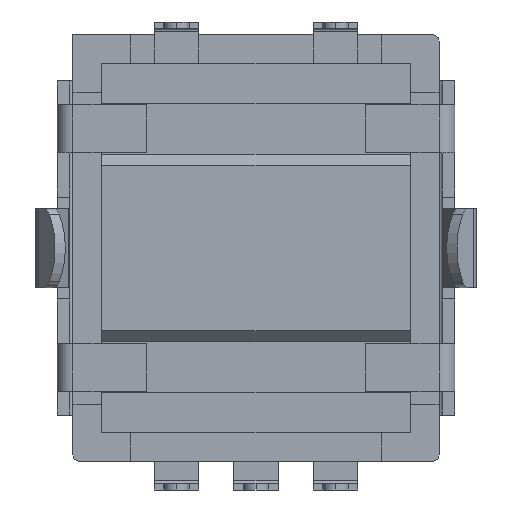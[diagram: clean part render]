
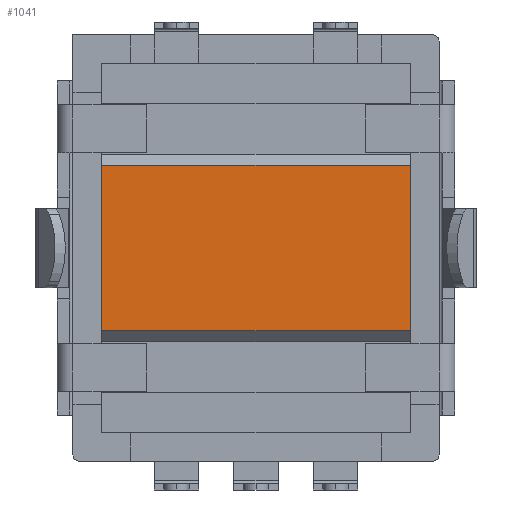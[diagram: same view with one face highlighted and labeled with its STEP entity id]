
A CAD part, front view. The second image highlights one B-rep face of the part: STEP entity #1041.
In plain terms, the highlighted planar face has unit normal (0, -1, 0).
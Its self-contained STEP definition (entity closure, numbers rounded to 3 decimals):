
#1041 = ADVANCED_FACE('',(#1042),#1076,.T.);
#1042 = FACE_BOUND('',#1043,.T.);
#1043 = EDGE_LOOP('',(#1044,#1054,#1062,#1070));
#1044 = ORIENTED_EDGE('',*,*,#1045,.T.);
#1045 = EDGE_CURVE('',#1046,#1048,#1050,.T.);
#1046 = VERTEX_POINT('',#1047);
#1047 = CARTESIAN_POINT('',(-4.85,-6.5,2.6));
#1048 = VERTEX_POINT('',#1049);
#1049 = CARTESIAN_POINT('',(-4.85,-6.5,-2.6));
#1050 = LINE('',#1051,#1052);
#1051 = CARTESIAN_POINT('',(-4.85,-6.5,5.8));
#1052 = VECTOR('',#1053,1.);
#1053 = DIRECTION('',(0.,0.,-1.));
#1054 = ORIENTED_EDGE('',*,*,#1055,.T.);
#1055 = EDGE_CURVE('',#1048,#1056,#1058,.T.);
#1056 = VERTEX_POINT('',#1057);
#1057 = CARTESIAN_POINT('',(4.85,-6.5,-2.6));
#1058 = LINE('',#1059,#1060);
#1059 = CARTESIAN_POINT('',(4.85,-6.5,-2.6));
#1060 = VECTOR('',#1061,1.);
#1061 = DIRECTION('',(1.,0.,-0.));
#1062 = ORIENTED_EDGE('',*,*,#1063,.T.);
#1063 = EDGE_CURVE('',#1056,#1064,#1066,.T.);
#1064 = VERTEX_POINT('',#1065);
#1065 = CARTESIAN_POINT('',(4.85,-6.5,2.6));
#1066 = LINE('',#1067,#1068);
#1067 = CARTESIAN_POINT('',(4.85,-6.5,-5.8));
#1068 = VECTOR('',#1069,1.);
#1069 = DIRECTION('',(0.,0.,1.));
#1070 = ORIENTED_EDGE('',*,*,#1071,.T.);
#1071 = EDGE_CURVE('',#1064,#1046,#1072,.T.);
#1072 = LINE('',#1073,#1074);
#1073 = CARTESIAN_POINT('',(-4.85,-6.5,2.6));
#1074 = VECTOR('',#1075,1.);
#1075 = DIRECTION('',(-1.,0.,0.));
#1076 = PLANE('',#1077);
#1077 = AXIS2_PLACEMENT_3D('',#1078,#1079,#1080);
#1078 = CARTESIAN_POINT('',(-6.25,-6.5,-6.7));
#1079 = DIRECTION('',(0.,-1.,0.));
#1080 = DIRECTION('',(1.,0.,0.));
